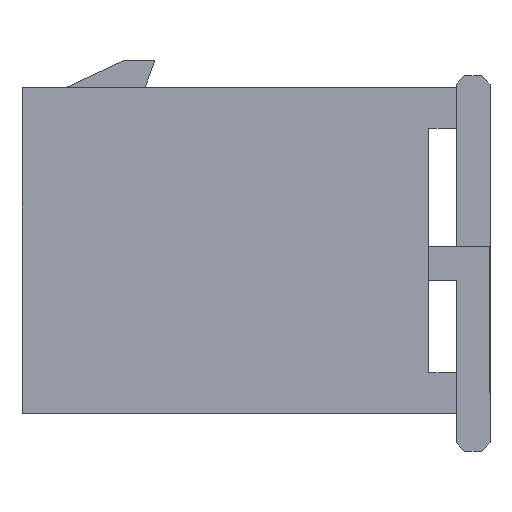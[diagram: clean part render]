
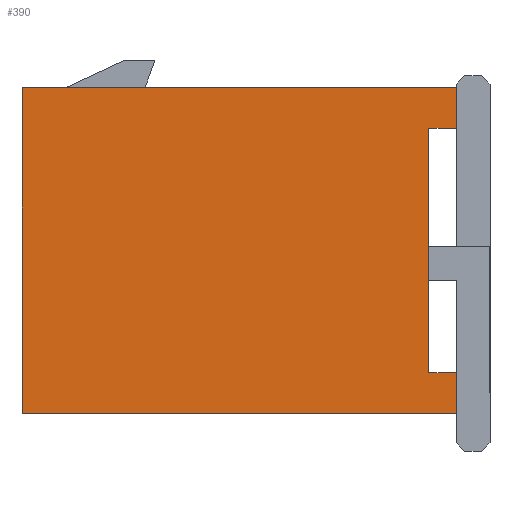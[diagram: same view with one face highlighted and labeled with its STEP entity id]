
A CAD part, left-side view. The second image highlights one B-rep face of the part: STEP entity #390.
In plain terms, the highlighted planar face has unit normal (-1, 0, 0).
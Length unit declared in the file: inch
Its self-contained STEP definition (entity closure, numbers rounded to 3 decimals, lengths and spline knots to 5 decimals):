
#390 = ADVANCED_FACE( '', ( #804 ), #805, .F. );
#804 = FACE_OUTER_BOUND( '', #1252, .T. );
#805 = PLANE( '', #1253 );
#1252 = EDGE_LOOP( '', ( #2246, #2247, #2248, #2249, #2250, #2251, #2252, #2253 ) );
#1253 = AXIS2_PLACEMENT_3D( '', #2254, #2255, #2256 );
#2246 = ORIENTED_EDGE( '', *, *, #3250, .F. );
#2247 = ORIENTED_EDGE( '', *, *, #3251, .F. );
#2248 = ORIENTED_EDGE( '', *, *, #2963, .F. );
#2249 = ORIENTED_EDGE( '', *, *, #3252, .F. );
#2250 = ORIENTED_EDGE( '', *, *, #3253, .F. );
#2251 = ORIENTED_EDGE( '', *, *, #3254, .F. );
#2252 = ORIENTED_EDGE( '', *, *, #3255, .F. );
#2253 = ORIENTED_EDGE( '', *, *, #2825, .F. );
#2254 = CARTESIAN_POINT( '', ( -0.23, 0., 0. ) );
#2255 = DIRECTION( '', ( 1., 0., 0. ) );
#2256 = DIRECTION( '', ( 0., 0., -1. ) );
#2825 = EDGE_CURVE( '', #3384, #3386, #3387, .T. );
#2963 = EDGE_CURVE( '', #3627, #3629, #3630, .T. );
#3250 = EDGE_CURVE( '', #4061, #3384, #4062, .T. );
#3251 = EDGE_CURVE( '', #3629, #4061, #4063, .T. );
#3252 = EDGE_CURVE( '', #4064, #3627, #4065, .T. );
#3253 = EDGE_CURVE( '', #4066, #4064, #4067, .T. );
#3254 = EDGE_CURVE( '', #4068, #4066, #4069, .T. );
#3255 = EDGE_CURVE( '', #3386, #4068, #4070, .T. );
#3384 = VERTEX_POINT( '', #4219 );
#3386 = VERTEX_POINT( '', #4222 );
#3387 = LINE( '', #4223, #4224 );
#3627 = VERTEX_POINT( '', #4578 );
#3629 = VERTEX_POINT( '', #4581 );
#3630 = LINE( '', #4582, #4583 );
#4061 = VERTEX_POINT( '', #5232 );
#4062 = LINE( '', #5233, #5234 );
#4063 = LINE( '', #5235, #5236 );
#4064 = VERTEX_POINT( '', #5237 );
#4065 = LINE( '', #5238, #5239 );
#4066 = VERTEX_POINT( '', #5240 );
#4067 = LINE( '', #5241, #5242 );
#4068 = VERTEX_POINT( '', #5243 );
#4069 = LINE( '', #5244, #5245 );
#4070 = LINE( '', #5246, #5247 );
#4219 = CARTESIAN_POINT( '', ( -0.23, 0.32, 0.12 ) );
#4222 = CARTESIAN_POINT( '', ( -0.23, 0., 0.12 ) );
#4223 = CARTESIAN_POINT( '', ( -0.23, 0.32, 0.12 ) );
#4224 = VECTOR( '', #5464, 39.37008 );
#4578 = CARTESIAN_POINT( '', ( -0.23, 0., -0.09 ) );
#4581 = CARTESIAN_POINT( '', ( -0.23, 0., -0.12 ) );
#4582 = CARTESIAN_POINT( '', ( -0.23, 0., -0.09 ) );
#4583 = VECTOR( '', #5580, 39.37008 );
#5232 = CARTESIAN_POINT( '', ( -0.23, 0.32, -0.12 ) );
#5233 = CARTESIAN_POINT( '', ( -0.23, 0.32, -0.12 ) );
#5234 = VECTOR( '', #5799, 39.37008 );
#5235 = CARTESIAN_POINT( '', ( -0.23, 0., -0.12 ) );
#5236 = VECTOR( '', #5800, 39.37008 );
#5237 = CARTESIAN_POINT( '', ( -0.23, 0.02, -0.09 ) );
#5238 = CARTESIAN_POINT( '', ( -0.23, 0.02, -0.09 ) );
#5239 = VECTOR( '', #5801, 39.37008 );
#5240 = CARTESIAN_POINT( '', ( -0.23, 0.02, 0.09 ) );
#5241 = CARTESIAN_POINT( '', ( -0.23, 0.02, 0.09 ) );
#5242 = VECTOR( '', #5802, 39.37008 );
#5243 = CARTESIAN_POINT( '', ( -0.23, 0., 0.09 ) );
#5244 = CARTESIAN_POINT( '', ( -0.23, 0., 0.09 ) );
#5245 = VECTOR( '', #5803, 39.37008 );
#5246 = CARTESIAN_POINT( '', ( -0.23, 0., 0.12 ) );
#5247 = VECTOR( '', #5804, 39.37008 );
#5464 = DIRECTION( '', ( 0., -1., 0. ) );
#5580 = DIRECTION( '', ( 0., 0., -1. ) );
#5799 = DIRECTION( '', ( 0., 0., 1. ) );
#5800 = DIRECTION( '', ( 0., 1., 0. ) );
#5801 = DIRECTION( '', ( 0., -1., 0. ) );
#5802 = DIRECTION( '', ( 0., 0., -1. ) );
#5803 = DIRECTION( '', ( 0., 1., 0. ) );
#5804 = DIRECTION( '', ( 0., 0., -1. ) );
